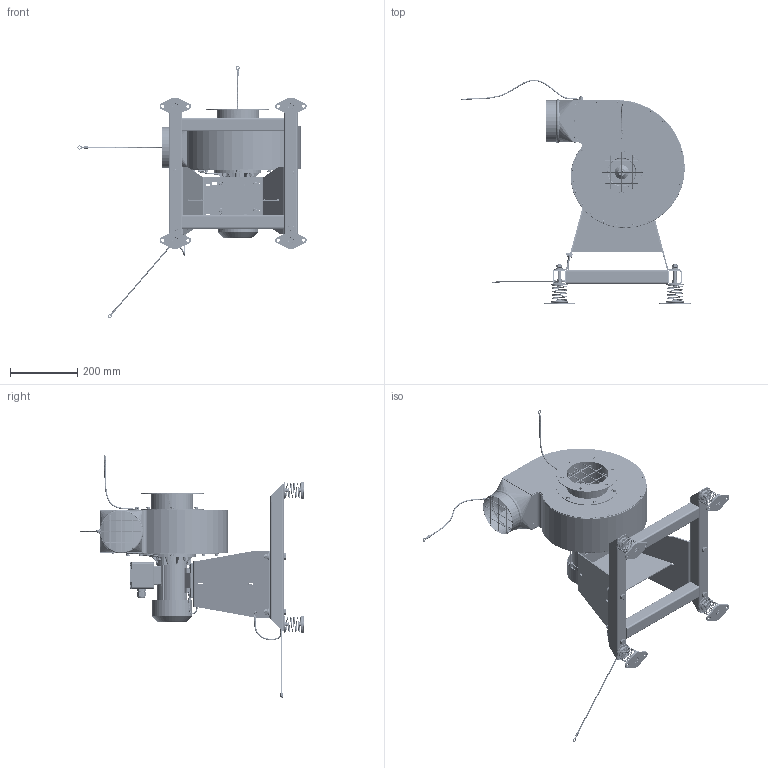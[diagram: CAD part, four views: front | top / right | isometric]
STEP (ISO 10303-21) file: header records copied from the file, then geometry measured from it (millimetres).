
FILE_DESCRIPTION(/* description */ ('888W19 WPA-3-S-N/Ex','CAx-IF Rec.Pracs.---Representation and Presentation of Product Manufacturing Information (PMI)---4.0---2014-10-13'),/* implementation_level */ '2;1');
FILE_NAME(/* name */ '888W19 WPA-3-S-N_Ex.stp',/* time_stamp */ '2022-05-09T14:52:33+02:00',/* author */ ('b.kitowicz'),/* organization */ ('KLIMAWENT S.A.'),/* preprocessor_version */ 'ST-DEVELOPER v18.1',/* originating_system */ 'Autodesk Inventor 2021',/* authorisation */ '');
FILE_SCHEMA (('AP242_MANAGED_MODEL_BASED_3D_ENGINEERING_MIM_LF { 1 0 10303 442 1 1 4 }'));
Products named in the file (1): ~~
Bounding box: 684.39 x 669.68 x 754.72 mm (x, y, z)
Volume: 3980065.8 mm3; surface area: 1920183.8 mm2
Topology: 32 solids, 32 shells, 7052 faces, 17899 edges, 11557 vertices
Faces by surface type: plane 3618, cylinder 1588, bspline 1238, cone 319, torus 270, sphere 19
Full cylindrical faces by diameter (mm): 3 x20, 3.2 x63, 3.3 x2, 3.4 x10, 3.5 x48, 4 x11, 4.5 x12, 4.8 x3, 4.917 x1, 5.5 x11, 6 x55, 6.1 x1, 6.4 x12, 6.5 x89, 6.65 x4, 7 x9, 7.92 x14, 8 x20, 8.4 x2, 8.5 x2, 8.88 x19, 9 x8, 10 x16, 10.5 x4, 11 x9, 11.63 x8, 12 x6, 12.5 x1, 14 x4, 14.63 x4
Entity records: 239210 total; most frequent: CARTESIAN_POINT 66799, ORIENTED_EDGE 35774, DIRECTION 31819, EDGE_CURVE 17887, VERTEX_POINT 11577, AXIS2_PLACEMENT_3D 11050, LINE 9719, VECTOR 9719
